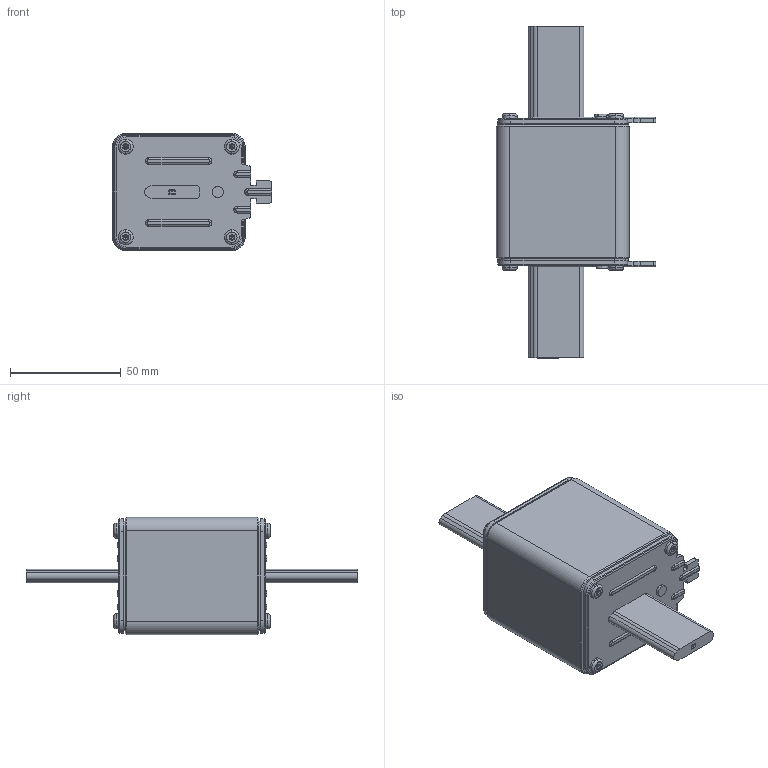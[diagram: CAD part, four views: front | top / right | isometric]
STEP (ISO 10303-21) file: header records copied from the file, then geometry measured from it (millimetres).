
FILE_DESCRIPTION (( 'STEP AP203' ), '1' );
FILE_NAME ('Assy -261.step', '2017-08-24T14:28:37', ( '' ), ( '' ), 'SwSTEP 2.0', 'SolidWorks 2013', '' );
FILE_SCHEMA (( 'CONFIG_CONTROL_DESIGN' ));
Length unit declared in the file: millimetre
Products named in the file (1): Assy -261
Bounding box: 72 x 150 x 53 mm (x, y, z)
Volume: 221347.3 mm3; surface area: 27512.1 mm2
Topology: 1 solids, 1 shells, 686 faces, 1714 edges, 989 vertices
Faces by surface type: cylinder 261, plane 175, cone 160, torus 68, bspline 20, sphere 2
Entity records: 20937 total; most frequent: CARTESIAN_POINT 4746, DIRECTION 3550, ORIENTED_EDGE 3284, EDGE_CURVE 1642, AXIS2_PLACEMENT_3D 1353, VERTEX_POINT 989, LINE 844, VECTOR 844
